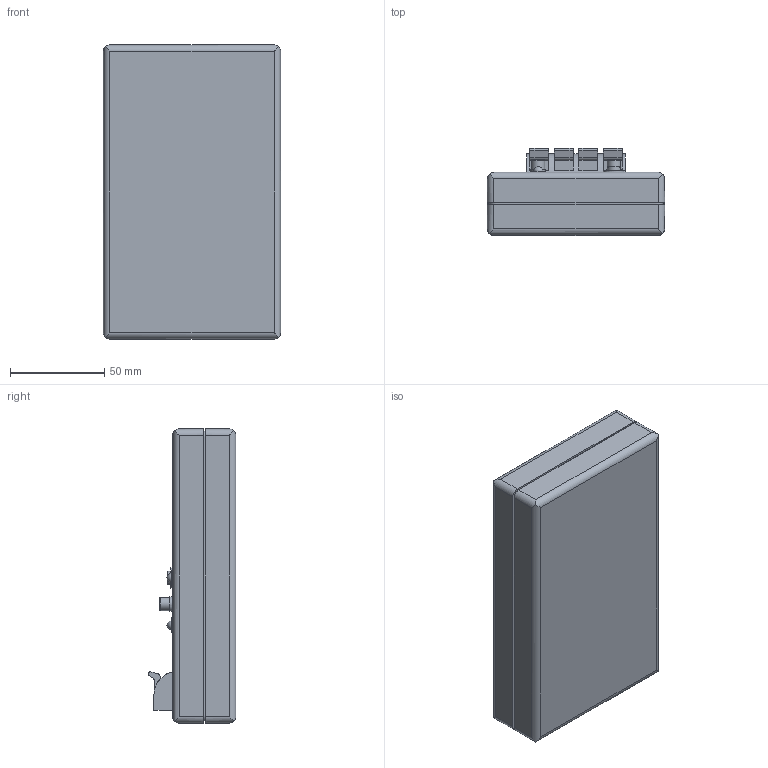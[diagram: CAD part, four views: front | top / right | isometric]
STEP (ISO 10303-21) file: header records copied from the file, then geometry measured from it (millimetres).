
FILE_DESCRIPTION(/* description */ ('STEP AP214'),/* implementation_level */ '2;1');
FILE_NAME(/* name */ '158481_SM-TEST-1',/* time_stamp */ '2024-09-15T08:37:25+02:00',/* author */ ('License CC BY-ND 4.0'),/* organization */ ('CADENAS'),/* preprocessor_version */ 'ST-DEVELOPER v19.3',/* originating_system */ 'PARTsolutions',/* authorisation */ ' ');
FILE_SCHEMA (('AUTOMOTIVE_DESIGN {1 0 10303 214 3 1 1}'));
Length unit declared in the file: millimetre
Products named in the file (1): 158481 SM-TEST-1---(high)
Bounding box: 94 x 46.48 x 156 mm (x, y, z)
Volume: 497037.8 mm3; surface area: 48932.3 mm2
Topology: 1 solids, 1 shells, 173 faces, 415 edges, 271 vertices
Faces by surface type: plane 112, cylinder 54, sphere 4, torus 3
Full cylindrical faces by diameter (mm): 1.71 x6, 4 x4, 7 x3, 7.6 x2, 8 x3, 9.5 x1, 11 x2
Entity records: 6035 total; most frequent: DIRECTION 866, CARTESIAN_POINT 810, ORIENTED_EDGE 752, EDGE_CURVE 376, AXIS2_PLACEMENT_3D 316, VERTEX_POINT 260, LINE 234, VECTOR 234
